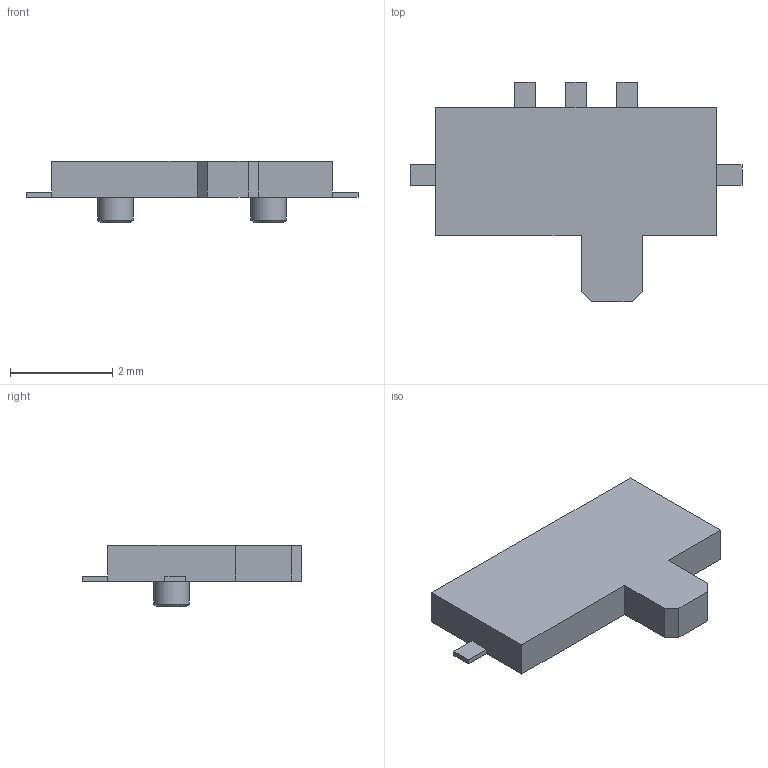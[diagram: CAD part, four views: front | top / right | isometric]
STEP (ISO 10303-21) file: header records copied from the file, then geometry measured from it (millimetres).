
FILE_DESCRIPTION(/* description */ (''),/* implementation_level */ '2;1');
FILE_NAME(/* name */ 'G-Switch_MK-11C04-G013.step',/* time_stamp */ '2023-07-25T22:24:04-03:00',/* author */ (''),/* organization */ (''),/* preprocessor_version */ 'ST-DEVELOPER v20',/* originating_system */ 'Autodesk Translation Framework v12.9.0.99',/* authorisation */ '');
FILE_SCHEMA (('AUTOMOTIVE_DESIGN { 1 0 10303 214 3 1 1 }'));
Length unit declared in the file: millimetre
Products named in the file (1): (Unsaved)
Bounding box: 6.5 x 4.3 x 1.2 mm (x, y, z)
Volume: 11.2 mm3; surface area: 48 mm2
Topology: 1 solids, 1 shells, 38 faces, 100 edges, 66 vertices
Faces by surface type: plane 34, cone 2, cylinder 2
Full cylindrical faces by diameter (mm): 0.7 x2
Entity records: 1187 total; most frequent: CARTESIAN_POINT 205, ORIENTED_EDGE 200, DIRECTION 184, EDGE_CURVE 100, LINE 94, VECTOR 94, VERTEX_POINT 66, AXIS2_PLACEMENT_3D 45
